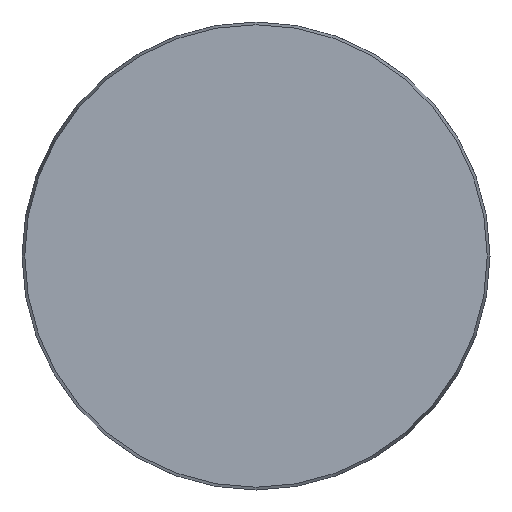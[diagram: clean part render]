
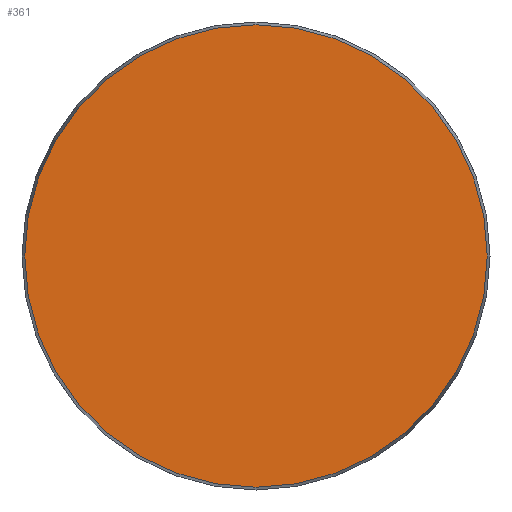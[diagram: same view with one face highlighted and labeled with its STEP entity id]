
A CAD part, front view. The second image highlights one B-rep face of the part: STEP entity #361.
In plain terms, the highlighted planar face has unit normal (0, -1, 0).
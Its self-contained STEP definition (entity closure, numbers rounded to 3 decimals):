
#15 = CARTESIAN_POINT ( 'NONE',  ( 0., 0., -48.425 ) ) ;
#18 = AXIS2_PLACEMENT_3D ( 'NONE', #270, #151, #95 ) ;
#75 = CARTESIAN_POINT ( 'NONE',  ( -48.425, 0., 0. ) ) ;
#95 = DIRECTION ( 'NONE',  ( 0., 0., -1. ) ) ;
#102 = EDGE_CURVE ( 'NONE', #709, #709, #240, .T. ) ;
#129 = DIRECTION ( 'NONE',  ( 0., 0., 1. ) ) ;
#151 = DIRECTION ( 'NONE',  ( 0., -1., 0. ) ) ;
#186 = PLANE ( 'NONE',  #192 ) ;
#192 = AXIS2_PLACEMENT_3D ( 'NONE', #75, #418, #129 ) ;
#240 = CIRCLE ( 'NONE', #18, 48.425 ) ;
#242 = FACE_OUTER_BOUND ( 'NONE', #745, .T. ) ;
#270 = CARTESIAN_POINT ( 'NONE',  ( 0., 0., 0. ) ) ;
#331 = ORIENTED_EDGE ( 'NONE', *, *, #102, .T. ) ;
#361 = ADVANCED_FACE ( 'NONE', ( #242 ), #186, .F. ) ;
#418 = DIRECTION ( 'NONE',  ( 0., 1., 0. ) ) ;
#709 = VERTEX_POINT ( 'NONE', #15 ) ;
#745 = EDGE_LOOP ( 'NONE', ( #331 ) ) ;
